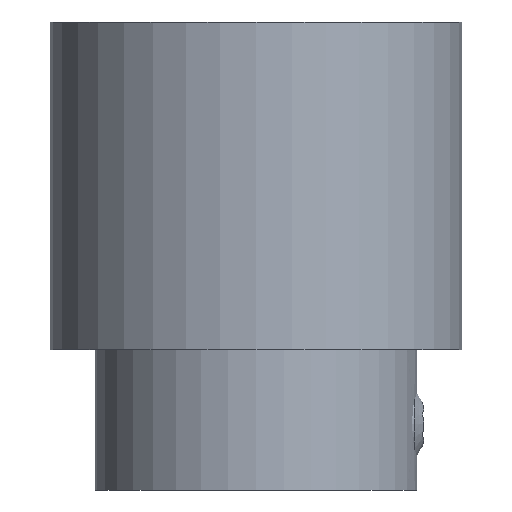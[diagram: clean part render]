
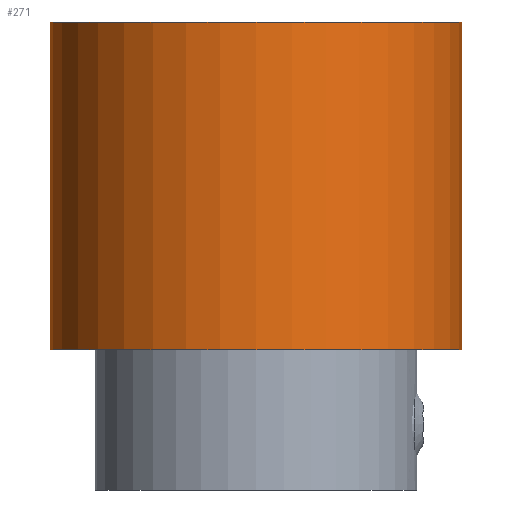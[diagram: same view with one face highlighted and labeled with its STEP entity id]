
A CAD part, front view. The second image highlights one B-rep face of the part: STEP entity #271.
In plain terms, the highlighted cylindrical face has radius 11 mm (diameter 22 mm), a full revolution.
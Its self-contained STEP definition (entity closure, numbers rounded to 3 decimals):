
#271 = ADVANCED_FACE( '', ( #332, #333 ), #334, .T. );
#332 = FACE_OUTER_BOUND( '', #424, .T. );
#333 = FACE_OUTER_BOUND( '', #425, .T. );
#334 = CYLINDRICAL_SURFACE( '', #426, 11. );
#424 = EDGE_LOOP( '', ( #532 ) );
#425 = EDGE_LOOP( '', ( #533 ) );
#426 = AXIS2_PLACEMENT_3D( '', #534, #535, #536 );
#532 = ORIENTED_EDGE( '', *, *, #714, .T. );
#533 = ORIENTED_EDGE( '', *, *, #715, .F. );
#534 = CARTESIAN_POINT( '', ( 0., 0., -17.5 ) );
#535 = DIRECTION( '', ( 0., 0., -1. ) );
#536 = DIRECTION( '', ( 1., 0., 0. ) );
#714 = EDGE_CURVE( '', #782, #782, #783, .T. );
#715 = EDGE_CURVE( '', #784, #784, #785, .T. );
#782 = VERTEX_POINT( '', #1094 );
#783 = CIRCLE( '', #1095, 11. );
#784 = VERTEX_POINT( '', #1096 );
#785 = CIRCLE( '', #1097, 11. );
#1094 = CARTESIAN_POINT( '', ( 11., 0., -17.5 ) );
#1095 = AXIS2_PLACEMENT_3D( '', #1276, #1277, #1278 );
#1096 = CARTESIAN_POINT( '', ( 11., 0., 0. ) );
#1097 = AXIS2_PLACEMENT_3D( '', #1279, #1280, #1281 );
#1276 = CARTESIAN_POINT( '', ( 0., 0., -17.5 ) );
#1277 = DIRECTION( '', ( 0., 0., 1. ) );
#1278 = DIRECTION( '', ( 1., 0., 0. ) );
#1279 = CARTESIAN_POINT( '', ( 0., 0., 0. ) );
#1280 = DIRECTION( '', ( 0., 0., 1. ) );
#1281 = DIRECTION( '', ( 1., 0., 0. ) );
